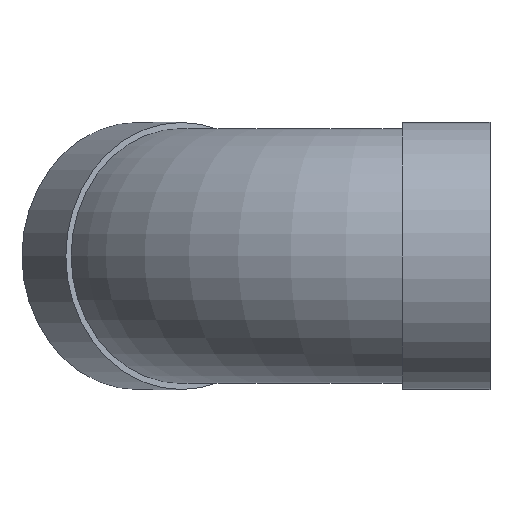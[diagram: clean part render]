
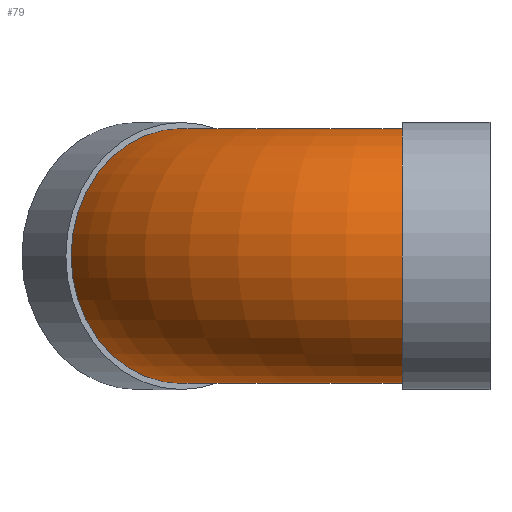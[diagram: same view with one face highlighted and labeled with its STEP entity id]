
A CAD part, left-side view. The second image highlights one B-rep face of the part: STEP entity #79.
In plain terms, the highlighted toroidal (fillet/blend) face has major radius 125 mm and minor radius 62.5 mm.
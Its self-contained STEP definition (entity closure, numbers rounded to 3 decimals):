
#79 = ADVANCED_FACE( '', ( #154, #155 ), #156, .T. );
#154 = FACE_OUTER_BOUND( '', #216, .T. );
#155 = FACE_OUTER_BOUND( '', #217, .T. );
#156 = TOROIDAL_SURFACE( '', #218, 125., 62.5 );
#216 = EDGE_LOOP( '', ( #286 ) );
#217 = EDGE_LOOP( '', ( #287 ) );
#218 = AXIS2_PLACEMENT_3D( '', #288, #289, #290 );
#286 = ORIENTED_EDGE( '', *, *, #318, .T. );
#287 = ORIENTED_EDGE( '', *, *, #315, .F. );
#288 = CARTESIAN_POINT( '', ( 125., 43., 0. ) );
#289 = DIRECTION( '', ( 0., 0., -1. ) );
#290 = DIRECTION( '', ( -1., 0., 0. ) );
#315 = EDGE_CURVE( '', #348, #348, #349, .T. );
#318 = EDGE_CURVE( '', #352, #352, #353, .T. );
#348 = VERTEX_POINT( '', #384 );
#349 = CIRCLE( '', #385, 62.5 );
#352 = VERTEX_POINT( '', #388 );
#353 = CIRCLE( '', #389, 62.5 );
#384 = CARTESIAN_POINT( '', ( 93.75, 97.127, 0. ) );
#385 = AXIS2_PLACEMENT_3D( '', #421, #422, #423 );
#388 = CARTESIAN_POINT( '', ( 62.5, 43., 0. ) );
#389 = AXIS2_PLACEMENT_3D( '', #424, #425, #426 );
#421 = CARTESIAN_POINT( '', ( 62.5, 151.253, 0. ) );
#422 = DIRECTION( '', ( 0.866, 0.5, 0. ) );
#423 = DIRECTION( '', ( 0.5, -0.866, 0. ) );
#424 = CARTESIAN_POINT( '', ( 0., 43., 0. ) );
#425 = DIRECTION( '', ( 0., 1., 0. ) );
#426 = DIRECTION( '', ( 1., 0., 0. ) );
